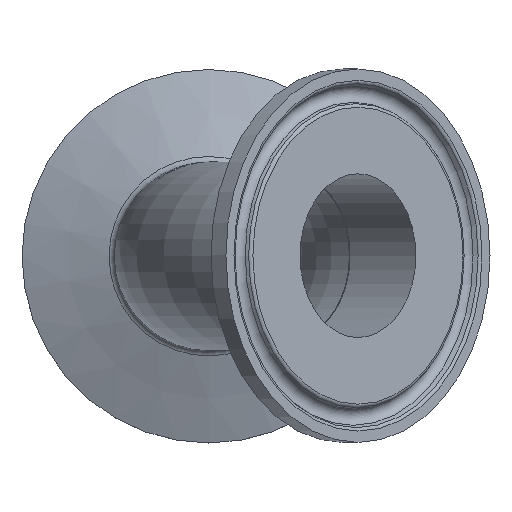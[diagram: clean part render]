
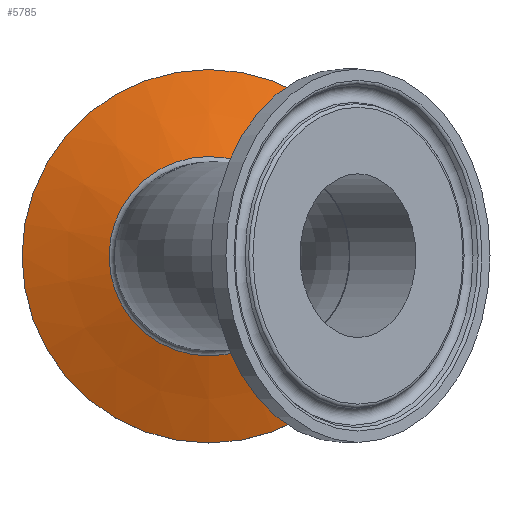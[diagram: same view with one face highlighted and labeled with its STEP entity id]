
A CAD part, top view. The second image highlights one B-rep face of the part: STEP entity #5785.
In plain terms, the highlighted conical face has half-angle 70 degrees and reference radius 18.948 mm.
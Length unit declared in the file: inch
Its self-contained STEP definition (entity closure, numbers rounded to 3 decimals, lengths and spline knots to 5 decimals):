
#18=CONICAL_SURFACE('',#6015,0.746,70.);
#55=CIRCLE('',#6014,0.52961);
#56=CIRCLE('',#6016,0.992);
#119=FACE_BOUND('',#1665,.T.);
#1274=FACE_OUTER_BOUND('',#1664,.T.);
#1664=EDGE_LOOP('',(#5332));
#1665=EDGE_LOOP('',(#5333));
#2797=VERTEX_POINT('',#12811);
#2798=VERTEX_POINT('',#12814);
#3647=EDGE_CURVE('',#2797,#2797,#55,.T.);
#3648=EDGE_CURVE('',#2798,#2798,#56,.T.);
#5332=ORIENTED_EDGE('',*,*,#3648,.T.);
#5333=ORIENTED_EDGE('',*,*,#3647,.F.);
#5785=ADVANCED_FACE('',(#1274,#119),#18,.T.);
#6014=AXIS2_PLACEMENT_3D('',#12812,#6736,#6737);
#6015=AXIS2_PLACEMENT_3D('',#12813,#6738,#6739);
#6016=AXIS2_PLACEMENT_3D('',#12815,#6740,#6741);
#6736=DIRECTION('center_axis',(0.,0.,
1.));
#6737=DIRECTION('ref_axis',(0.,-1.,0.));
#6738=DIRECTION('center_axis',(0.,0.,
-1.));
#6739=DIRECTION('ref_axis',(0.,1.,0.));
#6740=DIRECTION('center_axis',(0.,0.,
1.));
#6741=DIRECTION('ref_axis',(1.,0.,0.));
#12811=CARTESIAN_POINT('',(0.,0.52961,-0.2197));
#12812=CARTESIAN_POINT('Origin',(0.,0.,
-0.2197));
#12813=CARTESIAN_POINT('Origin',(0.,0.,
-0.29846));
#12814=CARTESIAN_POINT('',(0.,0.992,-0.388));
#12815=CARTESIAN_POINT('Origin',(0.,0.,
-0.388));
